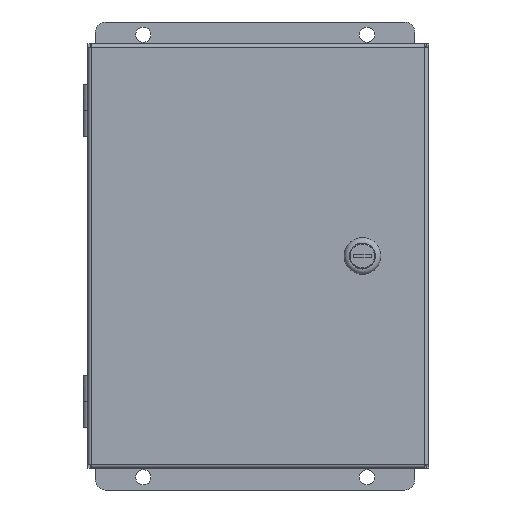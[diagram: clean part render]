
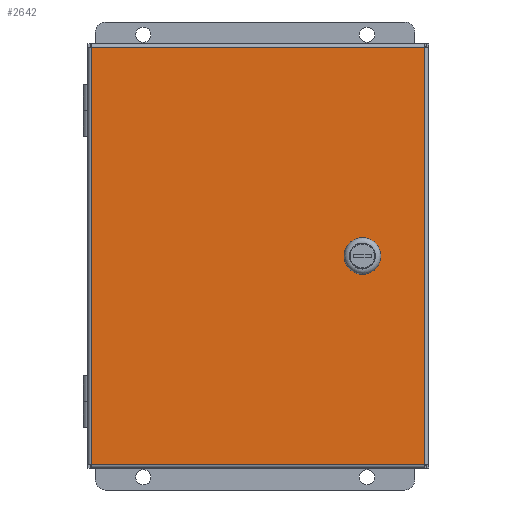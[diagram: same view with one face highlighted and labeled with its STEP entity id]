
A CAD part, front view. The second image highlights one B-rep face of the part: STEP entity #2642.
In plain terms, the highlighted planar face has unit normal (0, -1, 0).
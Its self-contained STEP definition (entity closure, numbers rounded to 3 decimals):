
#2642 = ADVANCED_FACE( '', ( #5338, #5339 ), #5340, .T. );
#5338 = FACE_BOUND( '', #30567, .T. );
#5339 = FACE_OUTER_BOUND( '', #30568, .T. );
#5340 = PLANE( '', #30569 );
#30567 = EDGE_LOOP( '', ( #42075, #42076, #42077, #42078 ) );
#30568 = EDGE_LOOP( '', ( #42079, #42080, #42081, #42082 ) );
#30569 = AXIS2_PLACEMENT_3D( '', #42083, #42084, #42085 );
#42075 = ORIENTED_EDGE( '', *, *, #44637, .F. );
#42076 = ORIENTED_EDGE( '', *, *, #44908, .F. );
#42077 = ORIENTED_EDGE( '', *, *, #45135, .F. );
#42078 = ORIENTED_EDGE( '', *, *, #43736, .F. );
#42079 = ORIENTED_EDGE( '', *, *, #45313, .T. );
#42080 = ORIENTED_EDGE( '', *, *, #44658, .F. );
#42081 = ORIENTED_EDGE( '', *, *, #44048, .T. );
#42082 = ORIENTED_EDGE( '', *, *, #45951, .T. );
#42083 = CARTESIAN_POINT( '', ( -106.299, 0., -132.486 ) );
#42084 = DIRECTION( '', ( 0., -1., 0. ) );
#42085 = DIRECTION( '', ( 0., 0., -1. ) );
#43736 = EDGE_CURVE( '', #46811, #46813, #46814, .T. );
#44048 = EDGE_CURVE( '', #47351, #47352, #47353, .T. );
#44637 = EDGE_CURVE( '', #48305, #46811, #48307, .T. );
#44658 = EDGE_CURVE( '', #47351, #48033, #48336, .T. );
#44908 = EDGE_CURVE( '', #48695, #48305, #48697, .T. );
#45135 = EDGE_CURVE( '', #46813, #48695, #49018, .T. );
#45313 = EDGE_CURVE( '', #49249, #48033, #49250, .T. );
#45951 = EDGE_CURVE( '', #47352, #49249, #50036, .T. );
#46811 = VERTEX_POINT( '', #51816 );
#46813 = VERTEX_POINT( '', #51819 );
#46814 = LINE( '', #51820, #51821 );
#47351 = VERTEX_POINT( '', #53024 );
#47352 = VERTEX_POINT( '', #53025 );
#47353 = LINE( '', #53026, #53027 );
#48033 = VERTEX_POINT( '', #54512 );
#48305 = VERTEX_POINT( '', #54995 );
#48307 = CIRCLE( '', #54998, 9.716 );
#48336 = LINE( '', #55088, #55089 );
#48695 = VERTEX_POINT( '', #55994 );
#48697 = LINE( '', #55997, #55998 );
#49018 = CIRCLE( '', #56608, 9.716 );
#49249 = VERTEX_POINT( '', #57133 );
#49250 = LINE( '', #57134, #57135 );
#50036 = LINE( '', #58750, #58751 );
#51816 = CARTESIAN_POINT( '', ( 56.896, 0., 5.322 ) );
#51819 = CARTESIAN_POINT( '', ( 56.896, 0., -5.322 ) );
#51820 = CARTESIAN_POINT( '', ( 56.896, 0., 5.322 ) );
#51821 = VECTOR( '', #59499, 1000. );
#53024 = CARTESIAN_POINT( '', ( -103.962, 0., 130.15 ) );
#53025 = CARTESIAN_POINT( '', ( -103.962, 0., -130.15 ) );
#53026 = CARTESIAN_POINT( '', ( -103.962, 0., -132.486 ) );
#53027 = VECTOR( '', #59803, 1000. );
#54512 = CARTESIAN_POINT( '', ( 103.962, 0., 130.15 ) );
#54995 = CARTESIAN_POINT( '', ( 73.152, 0., 5.322 ) );
#54998 = AXIS2_PLACEMENT_3D( '', #60398, #60399, #60400 );
#55088 = CARTESIAN_POINT( '', ( -103.962, 0., 130.15 ) );
#55089 = VECTOR( '', #60419, 1000. );
#55994 = CARTESIAN_POINT( '', ( 73.152, 0., -5.322 ) );
#55997 = CARTESIAN_POINT( '', ( 73.152, 0., 5.322 ) );
#55998 = VECTOR( '', #60606, 1000. );
#56608 = AXIS2_PLACEMENT_3D( '', #60844, #60845, #60846 );
#57133 = CARTESIAN_POINT( '', ( 103.962, 0., -130.15 ) );
#57134 = CARTESIAN_POINT( '', ( 103.962, 0., 130.15 ) );
#57135 = VECTOR( '', #60992, 1000. );
#58750 = CARTESIAN_POINT( '', ( 106.299, 0., -130.15 ) );
#58751 = VECTOR( '', #61477, 1000. );
#59499 = DIRECTION( '', ( 0., 0., -1. ) );
#59803 = DIRECTION( '', ( 0., 0., -1. ) );
#60398 = CARTESIAN_POINT( '', ( 65.024, 0., 0. ) );
#60399 = DIRECTION( '', ( 0., -1., 0. ) );
#60400 = DIRECTION( '', ( 1., 0., 0. ) );
#60419 = DIRECTION( '', ( 1., 0., 0. ) );
#60606 = DIRECTION( '', ( 0., 0., 1. ) );
#60844 = CARTESIAN_POINT( '', ( 65.024, 0., 0. ) );
#60845 = DIRECTION( '', ( 0., -1., 0. ) );
#60846 = DIRECTION( '', ( 1., 0., 0. ) );
#60992 = DIRECTION( '', ( 0., 0., 1. ) );
#61477 = DIRECTION( '', ( 1., 0., 0. ) );
